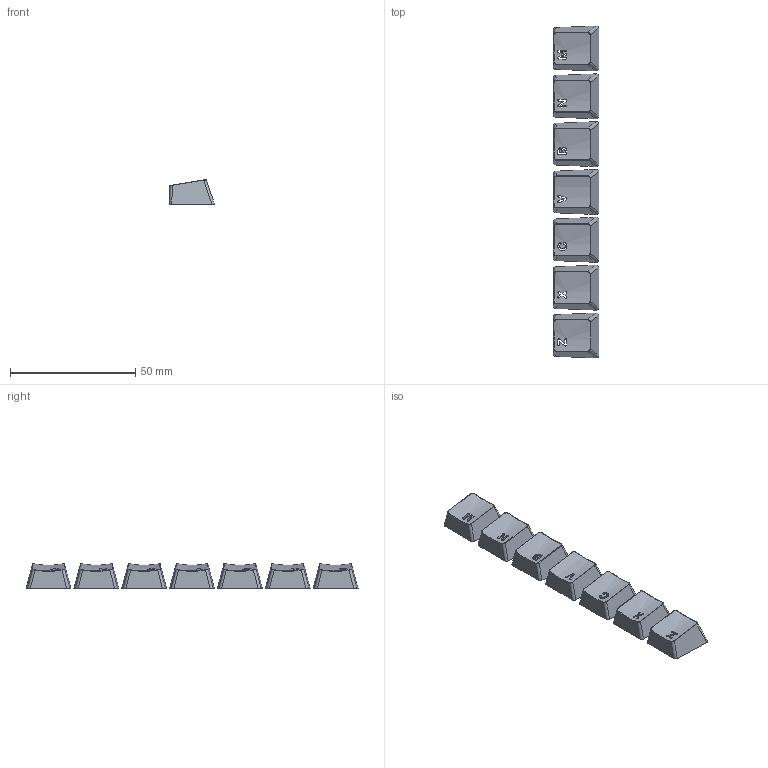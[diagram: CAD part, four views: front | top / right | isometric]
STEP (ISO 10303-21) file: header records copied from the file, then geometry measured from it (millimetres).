
FILE_DESCRIPTION(('CATIA V5 STEP Exchange'),'2;1');
FILE_NAME('Full Set (Keys Only).stp','2019-05-13T10:55:38+00:00',('none'),('none'),'CATIA Version 5 Release 20 GA (IN-10)','CATIA V5 STEP AP203','none');
FILE_SCHEMA(('CONFIG_CONTROL_DESIGN'));
Length unit declared in the file: millimetre
Products named in the file (8): Keycap Full Assembly; 1u - Z - Assembly; 1u - X - Assembly; 1u - V - Assembly; 1u - C -Assembly; 1u - B - Assembly; 1u - M - Assembly; 1u - N - Assembly
Assembly tree (14 placements, depth 3):
  Keycap Full Assembly
    1u - Z - Assembly
      #66
    1u - X - Assembly
      #4150
    1u - V - Assembly
      #9645
    1u - C -Assembly
      #13695
    1u - B - Assembly
      #18318
    1u - M - Assembly
      #23275
    1u - N - Assembly
      #28283
Bounding box: 18 x 132.31 x 9.7 mm (x, y, z)
Volume: 6325 mm3; surface area: 9326.7 mm2
Topology: 9 solids, 9 shells, 875 faces, 2494 edges, 1644 vertices
Faces by surface type: plane 773, cylinder 60, bspline 42
Entity records: 32404 total; most frequent: CARTESIAN_POINT 12650, ORIENTED_EDGE 4988, DIRECTION 2603, EDGE_CURVE 2494, VERTEX_POINT 1644, B_SPLINE_CURVE_WITH_KNOTS 1599, EDGE_LOOP 896, AXIS2_PLACEMENT_3D 875
